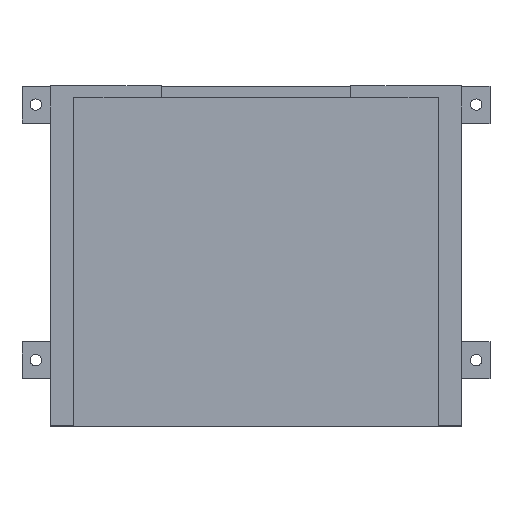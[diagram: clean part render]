
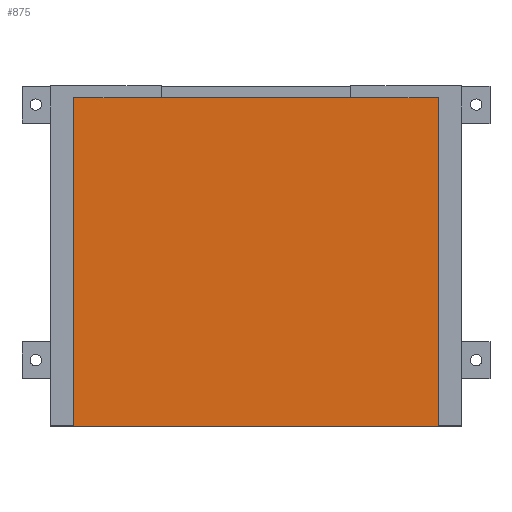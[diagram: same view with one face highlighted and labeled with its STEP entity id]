
A CAD part, top view. The second image highlights one B-rep face of the part: STEP entity #875.
In plain terms, the highlighted planar face has unit normal (0, 0, 1).
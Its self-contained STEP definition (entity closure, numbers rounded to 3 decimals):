
#42=CARTESIAN_POINT('',(-888.95,269.75,-82.95));
#43=VERTEX_POINT('',#42);
#50=CARTESIAN_POINT('',(-812.05,269.75,-82.95));
#51=VERTEX_POINT('',#50);
#52=CARTESIAN_POINT('',(-888.95,269.75,-82.95));
#53=DIRECTION('',(1.,0.,-0.));
#54=VECTOR('',#53,76.9);
#55=LINE('',#52,#54);
#56=EDGE_CURVE('',#43,#51,#55,.T.);
#845=CARTESIAN_POINT('',(-500.,-157.,-82.95));
#846=DIRECTION('',(0.,0.,-1.));
#847=DIRECTION('',(1.,0.,0.));
#848=AXIS2_PLACEMENT_3D('',#845,#846,#847);
#849=PLANE('',#848);
#850=CARTESIAN_POINT('',(-812.05,200.45,-82.95));
#851=VERTEX_POINT('',#850);
#852=CARTESIAN_POINT('',(-812.05,269.75,-82.95));
#853=DIRECTION('',(0.,-1.,0.));
#854=VECTOR('',#853,69.3);
#855=LINE('',#852,#854);
#856=EDGE_CURVE('',#51,#851,#855,.T.);
#857=ORIENTED_EDGE('',*,*,#856,.F.);
#858=ORIENTED_EDGE('',*,*,#56,.F.);
#859=CARTESIAN_POINT('',(-888.95,200.45,-82.95));
#860=VERTEX_POINT('',#859);
#861=CARTESIAN_POINT('',(-888.95,269.75,-82.95));
#862=DIRECTION('',(0.,-1.,0.));
#863=VECTOR('',#862,69.3);
#864=LINE('',#861,#863);
#865=EDGE_CURVE('',#43,#860,#864,.T.);
#866=ORIENTED_EDGE('',*,*,#865,.T.);
#867=CARTESIAN_POINT('',(-888.95,200.45,-82.95));
#868=DIRECTION('',(1.,0.,-0.));
#869=VECTOR('',#868,76.9);
#870=LINE('',#867,#869);
#871=EDGE_CURVE('',#860,#851,#870,.T.);
#872=ORIENTED_EDGE('',*,*,#871,.T.);
#873=EDGE_LOOP('',(#857,#858,#866,#872));
#874=FACE_BOUND('',#873,.T.);
#875=ADVANCED_FACE('',(#874),#849,.F.);
